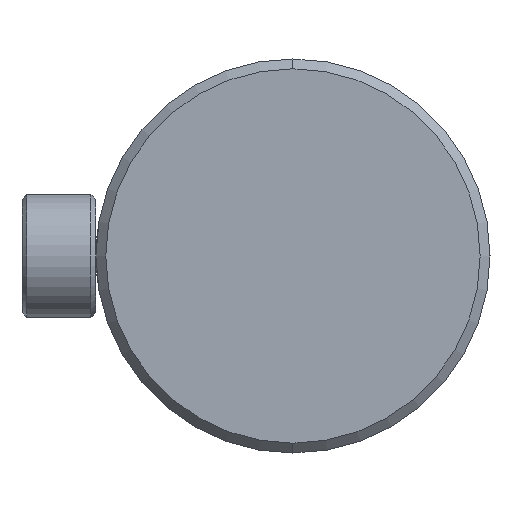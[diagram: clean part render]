
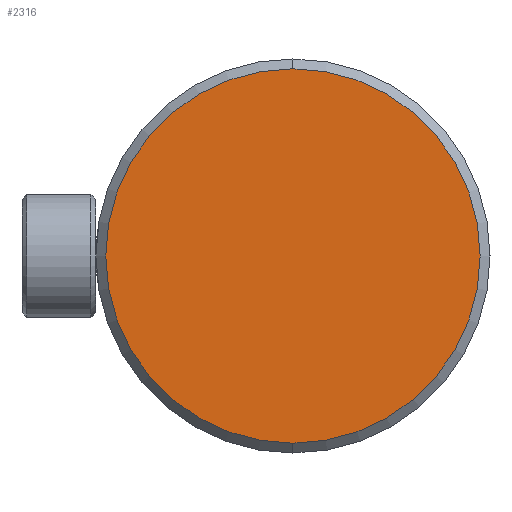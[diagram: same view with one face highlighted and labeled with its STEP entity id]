
A CAD part, left-side view. The second image highlights one B-rep face of the part: STEP entity #2316.
In plain terms, the highlighted planar face has unit normal (-1, 0, 0).
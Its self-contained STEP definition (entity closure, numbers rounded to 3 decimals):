
#164 = EDGE_LOOP ( 'NONE', ( #1552, #2372 ) ) ;
#268 = EDGE_CURVE ( 'NONE', #2044, #2599, #1074, .T. ) ;
#455 = DIRECTION ( 'NONE',  ( 0., 0., 1. ) ) ;
#540 = DIRECTION ( 'NONE',  ( 1., 0., 0. ) ) ;
#704 = AXIS2_PLACEMENT_3D ( 'NONE', #1136, #2485, #455 ) ;
#939 = CARTESIAN_POINT ( 'NONE',  ( -15., 0., 0. ) ) ;
#1074 = CIRCLE ( 'NONE', #1141, 38. ) ;
#1136 = CARTESIAN_POINT ( 'NONE',  ( -15., 0., 0. ) ) ;
#1141 = AXIS2_PLACEMENT_3D ( 'NONE', #1266, #540, #1900 ) ;
#1266 = CARTESIAN_POINT ( 'NONE',  ( -15., 0., 0. ) ) ;
#1394 = DIRECTION ( 'NONE',  ( 0., 0., -1. ) ) ;
#1552 = ORIENTED_EDGE ( 'NONE', *, *, #2855, .F. ) ;
#1753 = PLANE ( 'NONE',  #704 ) ;
#1900 = DIRECTION ( 'NONE',  ( 0., 0., -1. ) ) ;
#1963 = FACE_OUTER_BOUND ( 'NONE', #164, .T. ) ;
#2044 = VERTEX_POINT ( 'NONE', #2452 ) ;
#2231 = DIRECTION ( 'NONE',  ( 1., 0., 0. ) ) ;
#2316 = ADVANCED_FACE ( 'NONE', ( #1963 ), #1753, .T. ) ;
#2372 = ORIENTED_EDGE ( 'NONE', *, *, #268, .F. ) ;
#2380 = CIRCLE ( 'NONE', #2632, 38. ) ;
#2452 = CARTESIAN_POINT ( 'NONE',  ( -15., 0., 38. ) ) ;
#2485 = DIRECTION ( 'NONE',  ( -1., 0., 0. ) ) ;
#2587 = CARTESIAN_POINT ( 'NONE',  ( -15., 0., -38. ) ) ;
#2599 = VERTEX_POINT ( 'NONE', #2587 ) ;
#2632 = AXIS2_PLACEMENT_3D ( 'NONE', #939, #2231, #1394 ) ;
#2855 = EDGE_CURVE ( 'NONE', #2599, #2044, #2380, .T. ) ;
